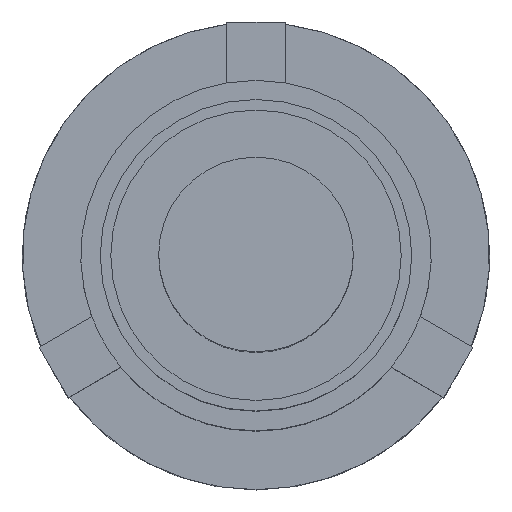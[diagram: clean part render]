
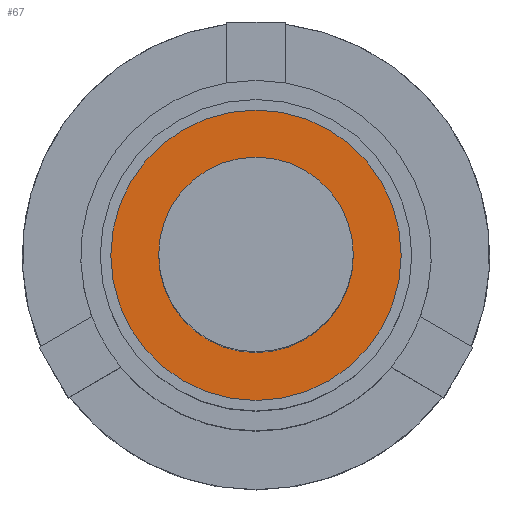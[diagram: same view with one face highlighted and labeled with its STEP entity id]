
A CAD part, top view. The second image highlights one B-rep face of the part: STEP entity #67.
In plain terms, the highlighted planar face has unit normal (0, 0, 1).
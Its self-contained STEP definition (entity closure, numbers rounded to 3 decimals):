
#19=FACE_BOUND('',#169,.F.);
#25=PLANE('',#956);
#67=ADVANCED_FACE('',(#19,#118),#25,.T.);
#118=FACE_OUTER_BOUND('',#170,.F.);
#169=EDGE_LOOP('',(#241,#242));
#170=EDGE_LOOP('',(#243,#244));
#241=ORIENTED_EDGE('',*,*,#693,.T.);
#242=ORIENTED_EDGE('',*,*,#699,.T.);
#243=ORIENTED_EDGE('',*,*,#643,.F.);
#244=ORIENTED_EDGE('',*,*,#644,.F.);
#643=EDGE_CURVE('',#881,#880,#765,.T.);
#644=EDGE_CURVE('',#880,#881,#766,.T.);
#693=EDGE_CURVE('',#833,#832,#788,.T.);
#699=EDGE_CURVE('',#832,#833,#791,.T.);
#765=CIRCLE('',#911,7.459);
#766=CIRCLE('',#912,7.459);
#788=CIRCLE('',#934,5.);
#791=CIRCLE('',#937,5.);
#832=VERTEX_POINT('',#1301);
#833=VERTEX_POINT('',#1302);
#880=VERTEX_POINT('',#1349);
#881=VERTEX_POINT('',#1350);
#911=AXIS2_PLACEMENT_3D('',#1351,#1008,#1009);
#912=AXIS2_PLACEMENT_3D('',#1352,#1010,#1011);
#934=AXIS2_PLACEMENT_3D('',#1401,#1081,#1082);
#937=AXIS2_PLACEMENT_3D('',#1407,#1090,#1091);
#956=AXIS2_PLACEMENT_3D('',#1498,#1176,#1177);
#1008=DIRECTION('',(0.,0.,1.));
#1009=DIRECTION('',(0.,1.,0.));
#1010=DIRECTION('',(0.,0.,1.));
#1011=DIRECTION('',(0.,-1.,0.));
#1081=DIRECTION('',(0.,0.,1.));
#1082=DIRECTION('',(0.,-1.,0.));
#1090=DIRECTION('',(0.,0.,1.));
#1091=DIRECTION('',(0.,1.,0.));
#1176=DIRECTION('',(0.,0.,1.));
#1177=DIRECTION('',(1.,0.,0.));
#1301=CARTESIAN_POINT('',(34.,5.,-24.));
#1302=CARTESIAN_POINT('',(34.,-5.,-24.));
#1349=CARTESIAN_POINT('',(34.,-7.459,-24.));
#1350=CARTESIAN_POINT('',(34.,7.459,-24.));
#1351=CARTESIAN_POINT('',(34.,0.,-24.));
#1352=CARTESIAN_POINT('',(34.,0.,-24.));
#1401=CARTESIAN_POINT('',(34.,0.,-24.));
#1407=CARTESIAN_POINT('',(34.,0.,-24.));
#1498=CARTESIAN_POINT('',(25.,-9.,-24.));
